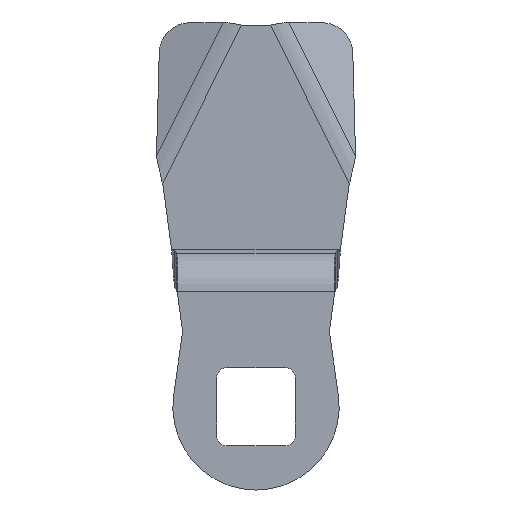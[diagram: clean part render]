
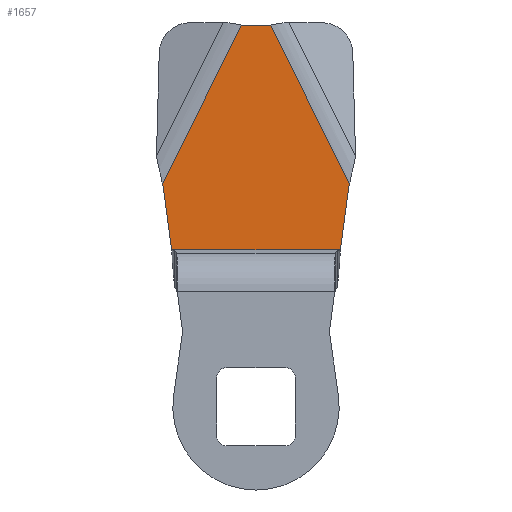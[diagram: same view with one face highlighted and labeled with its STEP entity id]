
A CAD part, front view. The second image highlights one B-rep face of the part: STEP entity #1657.
In plain terms, the highlighted planar face has unit normal (0, -1, 0).
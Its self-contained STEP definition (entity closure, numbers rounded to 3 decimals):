
#78 = LINE ( 'NONE', #2606, #3435 ) ;
#103 = ORIENTED_EDGE ( 'NONE', *, *, #942, .F. ) ;
#231 = EDGE_CURVE ( 'NONE', #1322, #1667, #1597, .T. ) ;
#245 = CARTESIAN_POINT ( 'NONE',  ( 1.5, 0., 39. ) ) ;
#308 = CARTESIAN_POINT ( 'NONE',  ( -8.621, 0., 16.042 ) ) ;
#409 = ORIENTED_EDGE ( 'NONE', *, *, #1611, .F. ) ;
#511 = DIRECTION ( 'NONE',  ( 0.445, 0., 0.896 ) ) ;
#548 = CARTESIAN_POINT ( 'NONE',  ( 9.529, 0., 22.842 ) ) ;
#612 = DIRECTION ( 'NONE',  ( -0.132, 0., 0.991 ) ) ;
#616 = VERTEX_POINT ( 'NONE', #1647 ) ;
#652 = CARTESIAN_POINT ( 'NONE',  ( -1.5, 0., 39. ) ) ;
#792 = LINE ( 'NONE', #1081, #3364 ) ;
#942 = EDGE_CURVE ( 'NONE', #1667, #616, #1296, .T. ) ;
#1003 = LINE ( 'NONE', #1056, #3032 ) ;
#1007 = EDGE_CURVE ( 'NONE', #3421, #1322, #792, .T. ) ;
#1033 = CARTESIAN_POINT ( 'NONE',  ( 9.529, 0., 22.842 ) ) ;
#1056 = CARTESIAN_POINT ( 'NONE',  ( 0., 0., 16.042 ) ) ;
#1081 = CARTESIAN_POINT ( 'NONE',  ( 0., 0., 39. ) ) ;
#1167 = PLANE ( 'NONE',  #1480 ) ;
#1296 = LINE ( 'NONE', #1033, #1533 ) ;
#1322 = VERTEX_POINT ( 'NONE', #245 ) ;
#1468 = ORIENTED_EDGE ( 'NONE', *, *, #3156, .F. ) ;
#1480 = AXIS2_PLACEMENT_3D ( 'NONE', #3537, #2756, #1642 ) ;
#1533 = VECTOR ( 'NONE', #1918, 1000. ) ;
#1597 = LINE ( 'NONE', #3265, #2567 ) ;
#1611 = EDGE_CURVE ( 'NONE', #616, #3239, #1003, .T. ) ;
#1642 = DIRECTION ( 'NONE',  ( 0., 0., 1. ) ) ;
#1647 = CARTESIAN_POINT ( 'NONE',  ( 8.621, 0., 16.042 ) ) ;
#1657 = ADVANCED_FACE ( 'NONE', ( #3064 ), #1167, .F. ) ;
#1667 = VERTEX_POINT ( 'NONE', #548 ) ;
#1778 = VECTOR ( 'NONE', #511, 1000. ) ;
#1813 = CARTESIAN_POINT ( 'NONE',  ( -9.529, 0., 22.842 ) ) ;
#1918 = DIRECTION ( 'NONE',  ( -0.132, 0., -0.991 ) ) ;
#2169 = DIRECTION ( 'NONE',  ( 1., 0., 0. ) ) ;
#2406 = VERTEX_POINT ( 'NONE', #1813 ) ;
#2434 = ORIENTED_EDGE ( 'NONE', *, *, #3460, .F. ) ;
#2567 = VECTOR ( 'NONE', #3244, 1000. ) ;
#2606 = CARTESIAN_POINT ( 'NONE',  ( -8.621, 0., 16.042 ) ) ;
#2648 = DIRECTION ( 'NONE',  ( -1., 0., 0. ) ) ;
#2696 = LINE ( 'NONE', #3514, #1778 ) ;
#2756 = DIRECTION ( 'NONE',  ( 0., 1., 0. ) ) ;
#2846 = ORIENTED_EDGE ( 'NONE', *, *, #1007, .F. ) ;
#3032 = VECTOR ( 'NONE', #2648, 1000. ) ;
#3061 = ORIENTED_EDGE ( 'NONE', *, *, #231, .F. ) ;
#3064 = FACE_OUTER_BOUND ( 'NONE', #3369, .T. ) ;
#3156 = EDGE_CURVE ( 'NONE', #2406, #3421, #2696, .T. ) ;
#3239 = VERTEX_POINT ( 'NONE', #308 ) ;
#3244 = DIRECTION ( 'NONE',  ( 0.445, 0., -0.896 ) ) ;
#3265 = CARTESIAN_POINT ( 'NONE',  ( 1.5, 0., 39. ) ) ;
#3364 = VECTOR ( 'NONE', #2169, 1000. ) ;
#3369 = EDGE_LOOP ( 'NONE', ( #103, #3061, #2846, #1468, #2434, #409 ) ) ;
#3421 = VERTEX_POINT ( 'NONE', #652 ) ;
#3435 = VECTOR ( 'NONE', #612, 1000. ) ;
#3460 = EDGE_CURVE ( 'NONE', #3239, #2406, #78, .T. ) ;
#3514 = CARTESIAN_POINT ( 'NONE',  ( -9.529, 0., 22.842 ) ) ;
#3537 = CARTESIAN_POINT ( 'NONE',  ( 0., 0., -2.101 ) ) ;
